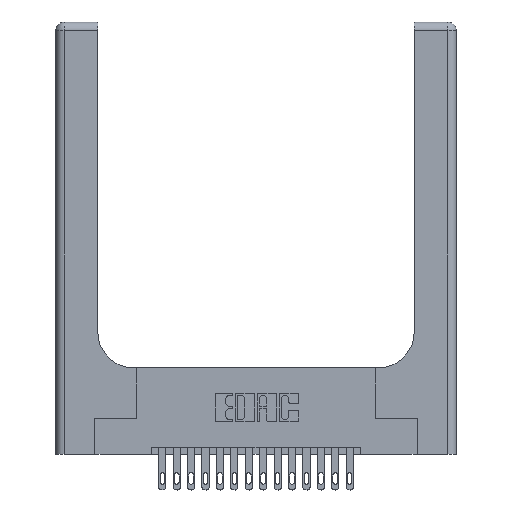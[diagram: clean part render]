
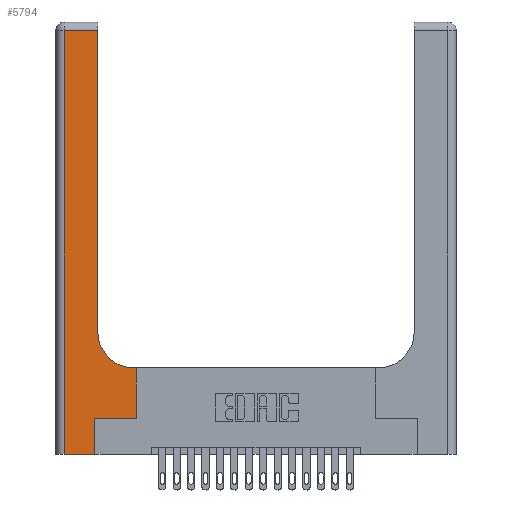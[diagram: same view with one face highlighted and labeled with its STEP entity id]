
A CAD part, top view. The second image highlights one B-rep face of the part: STEP entity #5794.
In plain terms, the highlighted planar face has unit normal (0, 0, 1).
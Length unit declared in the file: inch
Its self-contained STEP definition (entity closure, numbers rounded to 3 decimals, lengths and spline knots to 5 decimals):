
#175 = CARTESIAN_POINT ( 'NONE',  ( 0.06, 2.94, 0.37 ) ) ;
#446 = ORIENTED_EDGE ( 'NONE', *, *, #5202, .T. ) ;
#731 = ORIENTED_EDGE ( 'NONE', *, *, #4122, .T. ) ;
#1219 = VECTOR ( 'NONE', #11408, 39.37008 ) ;
#1414 = FACE_OUTER_BOUND ( 'NONE', #3878, .T. ) ;
#1837 = CARTESIAN_POINT ( 'NONE',  ( 0., 3., 0.37 ) ) ;
#1899 = ORIENTED_EDGE ( 'NONE', *, *, #4082, .T. ) ;
#2162 = VECTOR ( 'NONE', #4183, 39.37008 ) ;
#2223 = VECTOR ( 'NONE', #2941, 39.37008 ) ;
#2747 = VERTEX_POINT ( 'NONE', #8700 ) ;
#2759 = CARTESIAN_POINT ( 'NONE',  ( 0.2915, 3., 0.37 ) ) ;
#2941 = DIRECTION ( 'NONE',  ( 0., 1., 0. ) ) ;
#3069 = CARTESIAN_POINT ( 'NONE',  ( 0.269, 0., 0.37 ) ) ;
#3085 = LINE ( 'NONE', #16661, #2162 ) ;
#3198 = AXIS2_PLACEMENT_3D ( 'NONE', #12210, #15271, #16834 ) ;
#3418 = DIRECTION ( 'NONE',  ( -1., 0., 0. ) ) ;
#3839 = VERTEX_POINT ( 'NONE', #3069 ) ;
#3878 = EDGE_LOOP ( 'NONE', ( #19627, #18565, #13977, #446, #11535, #8503, #1899, #731, #19361 ) ) ;
#4082 = EDGE_CURVE ( 'NONE', #10637, #9372, #5776, .T. ) ;
#4122 = EDGE_CURVE ( 'NONE', #9372, #6865, #15591, .T. ) ;
#4183 = DIRECTION ( 'NONE',  ( -1., 0., 0. ) ) ;
#5202 = EDGE_CURVE ( 'NONE', #2747, #3839, #8177, .T. ) ;
#5721 = EDGE_CURVE ( 'NONE', #5960, #8997, #13167, .T. ) ;
#5776 = LINE ( 'NONE', #16089, #1219 ) ;
#5794 = ADVANCED_FACE ( 'NONE', ( #1414 ), #7548, .F. ) ;
#5960 = VERTEX_POINT ( 'NONE', #13506 ) ;
#6457 = DIRECTION ( 'NONE',  ( 0., 0., -1. ) ) ;
#6865 = VERTEX_POINT ( 'NONE', #13068 ) ;
#7148 = DIRECTION ( 'NONE',  ( 0., 1., 0. ) ) ;
#7347 = EDGE_CURVE ( 'NONE', #9314, #2747, #12819, .T. ) ;
#7548 = PLANE ( 'NONE',  #13303 ) ;
#7803 = VECTOR ( 'NONE', #14581, 39.37008 ) ;
#8177 = LINE ( 'NONE', #12885, #12477 ) ;
#8392 = CARTESIAN_POINT ( 'NONE',  ( 0.269, 0.25, 0.37 ) ) ;
#8503 = ORIENTED_EDGE ( 'NONE', *, *, #16558, .T. ) ;
#8700 = CARTESIAN_POINT ( 'NONE',  ( 0.06, 0., 0.37 ) ) ;
#8791 = VECTOR ( 'NONE', #18435, 39.37008 ) ;
#8997 = VERTEX_POINT ( 'NONE', #18896 ) ;
#9314 = VERTEX_POINT ( 'NONE', #175 ) ;
#9372 = VERTEX_POINT ( 'NONE', #16991 ) ;
#9423 = VECTOR ( 'NONE', #19861, 39.37008 ) ;
#10483 = CARTESIAN_POINT ( 'NONE',  ( 0.269, 0.25, 0.37 ) ) ;
#10537 = CARTESIAN_POINT ( 'NONE',  ( 0.269, 0., 0.37 ) ) ;
#10637 = VERTEX_POINT ( 'NONE', #10907 ) ;
#10907 = CARTESIAN_POINT ( 'NONE',  ( 0.5585, 0.25, 0.37 ) ) ;
#11071 = VECTOR ( 'NONE', #7148, 39.37008 ) ;
#11408 = DIRECTION ( 'NONE',  ( 0., 1., 0. ) ) ;
#11535 = ORIENTED_EDGE ( 'NONE', *, *, #17684, .T. ) ;
#11902 = LINE ( 'NONE', #8392, #7803 ) ;
#12210 = CARTESIAN_POINT ( 'NONE',  ( 0.5415, 0.85, 0.37 ) ) ;
#12388 = CARTESIAN_POINT ( 'NONE',  ( 0.06, 3., 0.37 ) ) ;
#12477 = VECTOR ( 'NONE', #17538, 39.37008 ) ;
#12819 = LINE ( 'NONE', #12388, #8791 ) ;
#12885 = CARTESIAN_POINT ( 'NONE',  ( 0., 0., 0.37 ) ) ;
#13068 = CARTESIAN_POINT ( 'NONE',  ( 0.5415, 0.6, 0.37 ) ) ;
#13167 = LINE ( 'NONE', #2759, #11071 ) ;
#13303 = AXIS2_PLACEMENT_3D ( 'NONE', #1837, #6457, #3418 ) ;
#13506 = CARTESIAN_POINT ( 'NONE',  ( 0.2915, 0.85, 0.37 ) ) ;
#13977 = ORIENTED_EDGE ( 'NONE', *, *, #7347, .T. ) ;
#13984 = LINE ( 'NONE', #10537, #2223 ) ;
#14581 = DIRECTION ( 'NONE',  ( 1., 0., 0. ) ) ;
#15271 = DIRECTION ( 'NONE',  ( 0., 0., -1. ) ) ;
#15591 = LINE ( 'NONE', #16696, #9423 ) ;
#16089 = CARTESIAN_POINT ( 'NONE',  ( 0.5585, 0.25, 0.37 ) ) ;
#16558 = EDGE_CURVE ( 'NONE', #16937, #10637, #11902, .T. ) ;
#16661 = CARTESIAN_POINT ( 'NONE',  ( 0., 2.94, 0.37 ) ) ;
#16696 = CARTESIAN_POINT ( 'NONE',  ( 0.2915, 0.6, 0.37 ) ) ;
#16834 = DIRECTION ( 'NONE',  ( 1., 0., 0. ) ) ;
#16937 = VERTEX_POINT ( 'NONE', #10483 ) ;
#16991 = CARTESIAN_POINT ( 'NONE',  ( 0.5585, 0.6, 0.37 ) ) ;
#17115 = CIRCLE ( 'NONE', #3198, 0.25 ) ;
#17382 = EDGE_CURVE ( 'NONE', #6865, #5960, #17115, .T. ) ;
#17538 = DIRECTION ( 'NONE',  ( 1., 0., 0. ) ) ;
#17684 = EDGE_CURVE ( 'NONE', #3839, #16937, #13984, .T. ) ;
#18435 = DIRECTION ( 'NONE',  ( 0., -1., 0. ) ) ;
#18565 = ORIENTED_EDGE ( 'NONE', *, *, #18850, .T. ) ;
#18850 = EDGE_CURVE ( 'NONE', #8997, #9314, #3085, .T. ) ;
#18896 = CARTESIAN_POINT ( 'NONE',  ( 0.2915, 2.94, 0.37 ) ) ;
#19361 = ORIENTED_EDGE ( 'NONE', *, *, #17382, .T. ) ;
#19627 = ORIENTED_EDGE ( 'NONE', *, *, #5721, .T. ) ;
#19861 = DIRECTION ( 'NONE',  ( -1., 0., 0. ) ) ;
